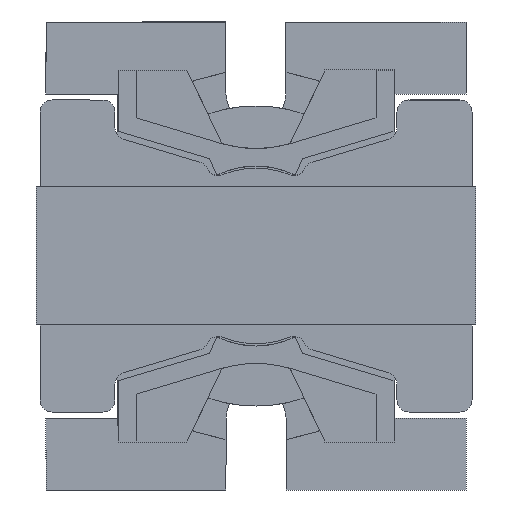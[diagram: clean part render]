
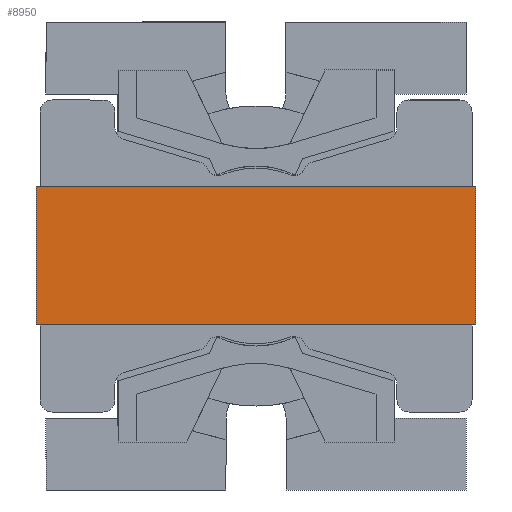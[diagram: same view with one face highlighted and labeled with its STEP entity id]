
A CAD part, front view. The second image highlights one B-rep face of the part: STEP entity #8950.
In plain terms, the highlighted planar face has unit normal (0, -1, 0).
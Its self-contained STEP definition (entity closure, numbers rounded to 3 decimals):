
#129 = ORIENTED_EDGE ( 'NONE', *, *, #9345, .F. ) ;
#195 = EDGE_CURVE ( 'NONE', #2967, #7154, #6668, .T. ) ;
#225 = PLANE ( 'NONE',  #3494 ) ;
#923 = ORIENTED_EDGE ( 'NONE', *, *, #10025, .T. ) ;
#2443 = EDGE_LOOP ( 'NONE', ( #3004, #129, #923, #3262 ) ) ;
#2529 = DIRECTION ( 'NONE',  ( -1., 0., 0. ) ) ;
#2644 = VECTOR ( 'NONE', #7832, 1000. ) ;
#2967 = VERTEX_POINT ( 'NONE', #4517 ) ;
#2990 = CARTESIAN_POINT ( 'NONE',  ( -18.3, -6.8, -5.75 ) ) ;
#3004 = ORIENTED_EDGE ( 'NONE', *, *, #195, .T. ) ;
#3262 = ORIENTED_EDGE ( 'NONE', *, *, #3739, .F. ) ;
#3494 = AXIS2_PLACEMENT_3D ( 'NONE', #8229, #9811, #5770 ) ;
#3739 = EDGE_CURVE ( 'NONE', #2967, #5589, #6449, .T. ) ;
#4517 = CARTESIAN_POINT ( 'NONE',  ( -18.3, -6.8, -5.75 ) ) ;
#5589 = VERTEX_POINT ( 'NONE', #7260 ) ;
#5770 = DIRECTION ( 'NONE',  ( 0., 0., -1. ) ) ;
#6449 = LINE ( 'NONE', #2990, #6821 ) ;
#6668 = LINE ( 'NONE', #8719, #9045 ) ;
#6821 = VECTOR ( 'NONE', #6990, 1000. ) ;
#6990 = DIRECTION ( 'NONE',  ( 0., 0., 1. ) ) ;
#7154 = VERTEX_POINT ( 'NONE', #7747 ) ;
#7260 = CARTESIAN_POINT ( 'NONE',  ( -18.3, -6.8, 5.75 ) ) ;
#7747 = CARTESIAN_POINT ( 'NONE',  ( 18.3, -6.8, -5.75 ) ) ;
#7832 = DIRECTION ( 'NONE',  ( 0., 0., -1. ) ) ;
#7933 = CARTESIAN_POINT ( 'NONE',  ( 18.3, -6.8, -5.75 ) ) ;
#8076 = VECTOR ( 'NONE', #2529, 1000. ) ;
#8229 = CARTESIAN_POINT ( 'NONE',  ( 0., -6.8, 0. ) ) ;
#8501 = FACE_OUTER_BOUND ( 'NONE', #2443, .T. ) ;
#8719 = CARTESIAN_POINT ( 'NONE',  ( -18., -6.8, -5.75 ) ) ;
#8870 = CARTESIAN_POINT ( 'NONE',  ( -18., -6.8, 5.75 ) ) ;
#8950 = ADVANCED_FACE ( 'NONE', ( #8501 ), #225, .T. ) ;
#8988 = LINE ( 'NONE', #7933, #2644 ) ;
#9045 = VECTOR ( 'NONE', #9516, 1000. ) ;
#9345 = EDGE_CURVE ( 'NONE', #9774, #7154, #8988, .T. ) ;
#9516 = DIRECTION ( 'NONE',  ( 1., 0., 0. ) ) ;
#9774 = VERTEX_POINT ( 'NONE', #10001 ) ;
#9811 = DIRECTION ( 'NONE',  ( 0., -1., 0. ) ) ;
#10001 = CARTESIAN_POINT ( 'NONE',  ( 18.3, -6.8, 5.75 ) ) ;
#10025 = EDGE_CURVE ( 'NONE', #9774, #5589, #10217, .T. ) ;
#10217 = LINE ( 'NONE', #8870, #8076 ) ;
